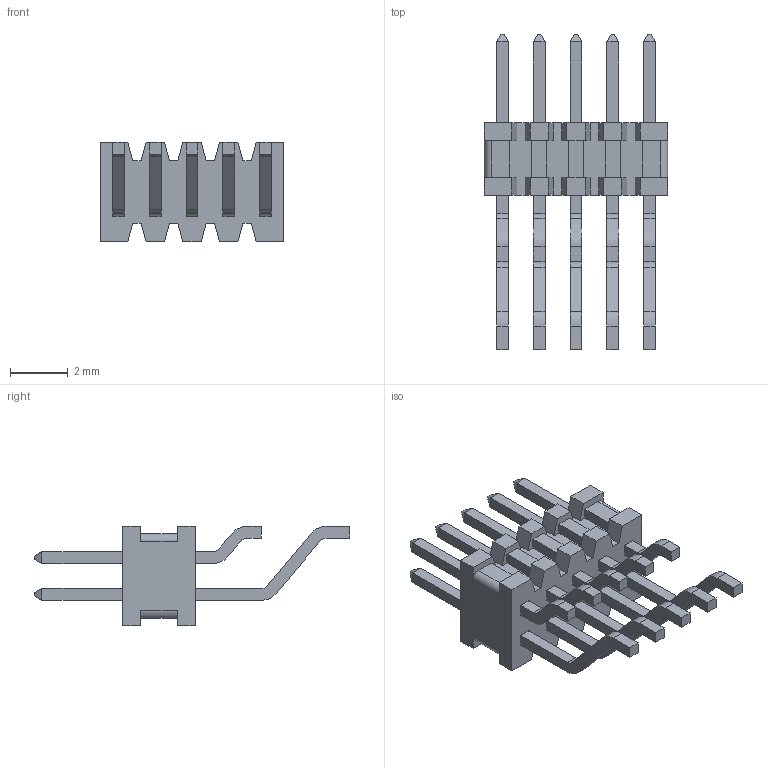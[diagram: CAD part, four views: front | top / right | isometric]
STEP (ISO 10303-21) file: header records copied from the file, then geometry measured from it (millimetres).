
FILE_DESCRIPTION (( 'STEP AP214' ), '1' );
FILE_NAME ('10.STEP', '2020-04-28T13:44:03', ( '' ), ( '' ), 'SwSTEP 2.0', 'SolidWorks 2018', '' );
FILE_SCHEMA (( 'AUTOMOTIVE_DESIGN' ));
Length unit declared in the file: inch
Products named in the file (1): 10
Bounding box: 6.35 x 10.9 x 3.43 mm (x, y, z)
Volume: 56.9 mm3; surface area: 314.6 mm2
Topology: 21 solids, 21 shells, 394 faces, 1016 edges, 664 vertices
Faces by surface type: plane 350, cylinder 44
Entity records: 13108 total; most frequent: CARTESIAN_POINT 2075, ORIENTED_EDGE 2032, DIRECTION 1894, EDGE_CURVE 1016, VECTOR 928, LINE 928, VERTEX_POINT 664, AXIS2_PLACEMENT_3D 483
